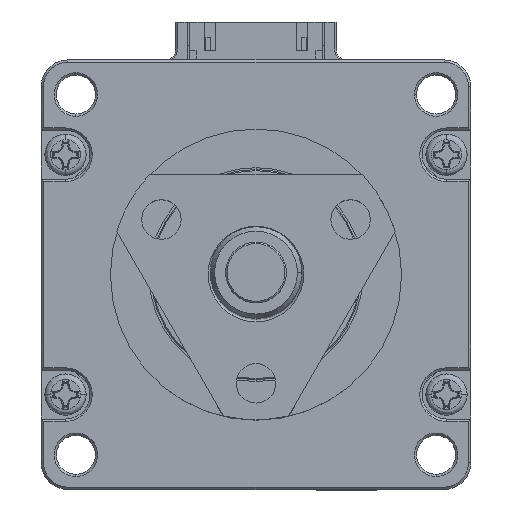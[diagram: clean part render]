
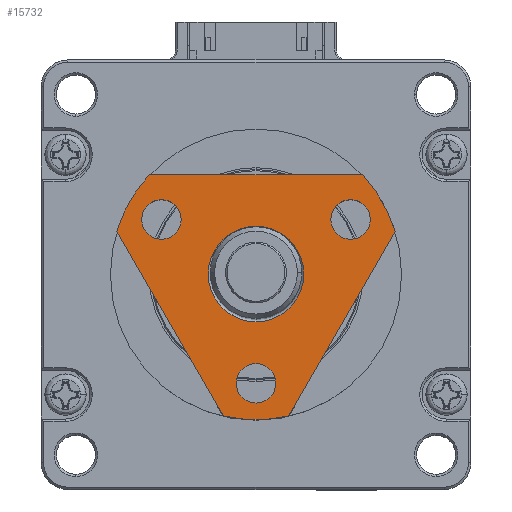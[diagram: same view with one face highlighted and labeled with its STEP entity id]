
A CAD part, top view. The second image highlights one B-rep face of the part: STEP entity #15732.
In plain terms, the highlighted planar face has unit normal (0, 0, 1).
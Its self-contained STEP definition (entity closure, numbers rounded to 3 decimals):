
#84 = CARTESIAN_POINT ( 'NONE',  ( -13.925, 13., 40.4 ) ) ;
#154 = DIRECTION ( 'NONE',  ( 0., 0., -1. ) ) ;
#159 = CARTESIAN_POINT ( 'NONE',  ( 0., 0., 40.4 ) ) ;
#329 = AXIS2_PLACEMENT_3D ( 'NONE', #13730, #1745, #11641 ) ;
#341 = LINE ( 'NONE', #13729, #25748 ) ;
#424 = CIRCLE ( 'NONE', #20937, 2.58 ) ;
#859 = ORIENTED_EDGE ( 'NONE', *, *, #23698, .F. ) ;
#1218 = AXIS2_PLACEMENT_3D ( 'NONE', #15028, #6831, #22920 ) ;
#1550 = ORIENTED_EDGE ( 'NONE', *, *, #2622, .F. ) ;
#1743 = CARTESIAN_POINT ( 'NONE',  ( 0., 0., 40.4 ) ) ;
#1745 = DIRECTION ( 'NONE',  ( 0., 0., 1. ) ) ;
#1789 = CARTESIAN_POINT ( 'NONE',  ( 0., 13., 40.4 ) ) ;
#2237 = VERTEX_POINT ( 'NONE', #17189 ) ;
#2305 = EDGE_CURVE ( 'NONE', #24160, #18105, #9303, .T. ) ;
#2411 = CARTESIAN_POINT ( 'NONE',  ( -18.221, 5.559, 40.4 ) ) ;
#2494 = EDGE_LOOP ( 'NONE', ( #4964, #859 ) ) ;
#2541 = CARTESIAN_POINT ( 'NONE',  ( -4.296, -18.559, 40.4 ) ) ;
#2622 = EDGE_CURVE ( 'NONE', #23826, #23084, #8679, .T. ) ;
#2695 = EDGE_CURVE ( 'NONE', #23084, #23826, #11527, .T. ) ;
#2839 = CARTESIAN_POINT ( 'NONE',  ( 4.296, -18.559, 40.4 ) ) ;
#3056 = EDGE_LOOP ( 'NONE', ( #20528, #18582 ) ) ;
#3167 = CIRCLE ( 'NONE', #20793, 19.05 ) ;
#3238 = CARTESIAN_POINT ( 'NONE',  ( -12.376, 9.725, 40.4 ) ) ;
#3361 = DIRECTION ( 'NONE',  ( 0., -1., 0. ) ) ;
#3498 = CARTESIAN_POINT ( 'NONE',  ( 12.376, 9.725, 40.4 ) ) ;
#3508 = AXIS2_PLACEMENT_3D ( 'NONE', #159, #18224, #22216 ) ;
#3700 = CIRCLE ( 'NONE', #329, 2.58 ) ;
#3818 = FACE_BOUND ( 'NONE', #2494, .T. ) ;
#4102 = AXIS2_PLACEMENT_3D ( 'NONE', #13712, #19730, #23450 ) ;
#4284 = DIRECTION ( 'NONE',  ( -0.5, 0.866, 0. ) ) ;
#4636 = VERTEX_POINT ( 'NONE', #10828 ) ;
#4964 = ORIENTED_EDGE ( 'NONE', *, *, #16827, .F. ) ;
#5105 = DIRECTION ( 'NONE',  ( 1., 0., 0. ) ) ;
#5277 = DIRECTION ( 'NONE',  ( 0., 0., -1. ) ) ;
#5755 = CIRCLE ( 'NONE', #17383, 19.05 ) ;
#6206 = VECTOR ( 'NONE', #25834, 1000. ) ;
#6671 = CARTESIAN_POINT ( 'NONE',  ( 12.376, 7.145, 40.4 ) ) ;
#6800 = VERTEX_POINT ( 'NONE', #18189 ) ;
#6831 = DIRECTION ( 'NONE',  ( 0., 0., 1. ) ) ;
#7260 = FACE_BOUND ( 'NONE', #3056, .T. ) ;
#7573 = FACE_BOUND ( 'NONE', #12016, .T. ) ;
#7933 = DIRECTION ( 'NONE',  ( 0., 0., -1. ) ) ;
#8066 = AXIS2_PLACEMENT_3D ( 'NONE', #11004, #8784, #5105 ) ;
#8170 = PLANE ( 'NONE',  #3508 ) ;
#8513 = CARTESIAN_POINT ( 'NONE',  ( 18.221, 5.559, 40.4 ) ) ;
#8679 = CIRCLE ( 'NONE', #8066, 6.25 ) ;
#8700 = DIRECTION ( 'NONE',  ( 0., 1., 0. ) ) ;
#8784 = DIRECTION ( 'NONE',  ( 0., 0., 1. ) ) ;
#8883 = VERTEX_POINT ( 'NONE', #2839 ) ;
#9040 = EDGE_CURVE ( 'NONE', #23878, #12619, #5755, .T. ) ;
#9303 = CIRCLE ( 'NONE', #4102, 2.58 ) ;
#9666 = LINE ( 'NONE', #2541, #20070 ) ;
#10059 = DIRECTION ( 'NONE',  ( 0., 1., 0. ) ) ;
#10229 = DIRECTION ( 'NONE',  ( 0., 1., 0. ) ) ;
#10735 = CARTESIAN_POINT ( 'NONE',  ( -4.296, -18.559, 40.4 ) ) ;
#10828 = CARTESIAN_POINT ( 'NONE',  ( 12.376, 4.565, 40.4 ) ) ;
#11004 = CARTESIAN_POINT ( 'NONE',  ( 0., 0., 40.4 ) ) ;
#11377 = CARTESIAN_POINT ( 'NONE',  ( 12.376, 7.145, 40.4 ) ) ;
#11389 = ORIENTED_EDGE ( 'NONE', *, *, #13062, .F. ) ;
#11527 = CIRCLE ( 'NONE', #1218, 6.25 ) ;
#11641 = DIRECTION ( 'NONE',  ( 0., 1., 0. ) ) ;
#11924 = EDGE_CURVE ( 'NONE', #4636, #12835, #424, .T. ) ;
#11948 = AXIS2_PLACEMENT_3D ( 'NONE', #18646, #18457, #12548 ) ;
#12016 = EDGE_LOOP ( 'NONE', ( #23009, #24031 ) ) ;
#12391 = ORIENTED_EDGE ( 'NONE', *, *, #9040, .F. ) ;
#12431 = DIRECTION ( 'NONE',  ( 0., 0., 1. ) ) ;
#12502 = EDGE_CURVE ( 'NONE', #8883, #6800, #3167, .T. ) ;
#12548 = DIRECTION ( 'NONE',  ( 0., -1., 0. ) ) ;
#12619 = VERTEX_POINT ( 'NONE', #8513 ) ;
#12835 = VERTEX_POINT ( 'NONE', #3498 ) ;
#13062 = EDGE_CURVE ( 'NONE', #13589, #18757, #9666, .T. ) ;
#13580 = CARTESIAN_POINT ( 'NONE',  ( 0., -16.87, 40.4 ) ) ;
#13589 = VERTEX_POINT ( 'NONE', #10735 ) ;
#13712 = CARTESIAN_POINT ( 'NONE',  ( 0., -14.29, 40.4 ) ) ;
#13729 = CARTESIAN_POINT ( 'NONE',  ( 18.221, 5.559, 40.4 ) ) ;
#13730 = CARTESIAN_POINT ( 'NONE',  ( 0., -14.29, 40.4 ) ) ;
#13911 = DIRECTION ( 'NONE',  ( -0.5, -0.866, 0. ) ) ;
#13920 = CARTESIAN_POINT ( 'NONE',  ( -12.376, 7.145, 40.4 ) ) ;
#14312 = VERTEX_POINT ( 'NONE', #84 ) ;
#14553 = CARTESIAN_POINT ( 'NONE',  ( 13.925, 13., 40.4 ) ) ;
#15028 = CARTESIAN_POINT ( 'NONE',  ( 0., 0., 40.4 ) ) ;
#15509 = ORIENTED_EDGE ( 'NONE', *, *, #12502, .F. ) ;
#15684 = EDGE_LOOP ( 'NONE', ( #1550, #16479 ) ) ;
#15732 = ADVANCED_FACE ( 'NONE', ( #21396, #3818, #7573, #7260, #15771 ), #8170, .F. ) ;
#15771 = FACE_OUTER_BOUND ( 'NONE', #25517, .T. ) ;
#15935 = CARTESIAN_POINT ( 'NONE',  ( 0., -11.71, 40.4 ) ) ;
#16001 = DIRECTION ( 'NONE',  ( 0., -1., 0. ) ) ;
#16188 = CIRCLE ( 'NONE', #20975, 2.58 ) ;
#16268 = EDGE_CURVE ( 'NONE', #6800, #13589, #20438, .T. ) ;
#16297 = CARTESIAN_POINT ( 'NONE',  ( -12.376, 7.145, 40.4 ) ) ;
#16386 = DIRECTION ( 'NONE',  ( 0., 0., 1. ) ) ;
#16479 = ORIENTED_EDGE ( 'NONE', *, *, #2695, .F. ) ;
#16746 = EDGE_CURVE ( 'NONE', #12619, #8883, #341, .T. ) ;
#16776 = EDGE_CURVE ( 'NONE', #18757, #14312, #23193, .T. ) ;
#16827 = EDGE_CURVE ( 'NONE', #22831, #2237, #21018, .T. ) ;
#17189 = CARTESIAN_POINT ( 'NONE',  ( -12.376, 4.565, 40.4 ) ) ;
#17344 = CARTESIAN_POINT ( 'NONE',  ( 0., 0., 40.4 ) ) ;
#17383 = AXIS2_PLACEMENT_3D ( 'NONE', #17344, #5277, #3361 ) ;
#18105 = VERTEX_POINT ( 'NONE', #13580 ) ;
#18189 = CARTESIAN_POINT ( 'NONE',  ( 0., -19.05, 40.4 ) ) ;
#18224 = DIRECTION ( 'NONE',  ( 0., 0., -1. ) ) ;
#18457 = DIRECTION ( 'NONE',  ( 0., 0., -1. ) ) ;
#18582 = ORIENTED_EDGE ( 'NONE', *, *, #25635, .F. ) ;
#18646 = CARTESIAN_POINT ( 'NONE',  ( 0., 0., 40.4 ) ) ;
#18757 = VERTEX_POINT ( 'NONE', #2411 ) ;
#19730 = DIRECTION ( 'NONE',  ( 0., 0., 1. ) ) ;
#19834 = DIRECTION ( 'NONE',  ( 0., -1., 0. ) ) ;
#20070 = VECTOR ( 'NONE', #4284, 1000. ) ;
#20091 = ORIENTED_EDGE ( 'NONE', *, *, #16776, .F. ) ;
#20209 = DIRECTION ( 'NONE',  ( 0., 1., 0. ) ) ;
#20438 = CIRCLE ( 'NONE', #11948, 19.05 ) ;
#20528 = ORIENTED_EDGE ( 'NONE', *, *, #2305, .F. ) ;
#20766 = DIRECTION ( 'NONE',  ( 0., 0., 1. ) ) ;
#20793 = AXIS2_PLACEMENT_3D ( 'NONE', #22127, #154, #16001 ) ;
#20908 = ORIENTED_EDGE ( 'NONE', *, *, #21034, .F. ) ;
#20937 = AXIS2_PLACEMENT_3D ( 'NONE', #6671, #20766, #8700 ) ;
#20975 = AXIS2_PLACEMENT_3D ( 'NONE', #11377, #16386, #20209 ) ;
#21018 = CIRCLE ( 'NONE', #24896, 2.58 ) ;
#21034 = EDGE_CURVE ( 'NONE', #14312, #23878, #22250, .T. ) ;
#21189 = AXIS2_PLACEMENT_3D ( 'NONE', #1743, #7933, #19834 ) ;
#21396 = FACE_BOUND ( 'NONE', #15684, .T. ) ;
#21785 = EDGE_CURVE ( 'NONE', #12835, #4636, #16188, .T. ) ;
#22096 = ORIENTED_EDGE ( 'NONE', *, *, #16268, .F. ) ;
#22127 = CARTESIAN_POINT ( 'NONE',  ( 0., 0., 40.4 ) ) ;
#22216 = DIRECTION ( 'NONE',  ( 0., 1., 0. ) ) ;
#22250 = LINE ( 'NONE', #1789, #6206 ) ;
#22435 = CARTESIAN_POINT ( 'NONE',  ( -6.25, 0., 40.4 ) ) ;
#22831 = VERTEX_POINT ( 'NONE', #3238 ) ;
#22920 = DIRECTION ( 'NONE',  ( 1., 0., 0. ) ) ;
#23009 = ORIENTED_EDGE ( 'NONE', *, *, #21785, .F. ) ;
#23084 = VERTEX_POINT ( 'NONE', #22435 ) ;
#23193 = CIRCLE ( 'NONE', #21189, 19.05 ) ;
#23450 = DIRECTION ( 'NONE',  ( 0., 1., 0. ) ) ;
#23698 = EDGE_CURVE ( 'NONE', #2237, #22831, #23861, .T. ) ;
#23826 = VERTEX_POINT ( 'NONE', #24543 ) ;
#23861 = CIRCLE ( 'NONE', #25682, 2.58 ) ;
#23878 = VERTEX_POINT ( 'NONE', #14553 ) ;
#24031 = ORIENTED_EDGE ( 'NONE', *, *, #11924, .F. ) ;
#24160 = VERTEX_POINT ( 'NONE', #15935 ) ;
#24494 = ORIENTED_EDGE ( 'NONE', *, *, #16746, .F. ) ;
#24543 = CARTESIAN_POINT ( 'NONE',  ( 6.25, 0., 40.4 ) ) ;
#24896 = AXIS2_PLACEMENT_3D ( 'NONE', #16297, #12431, #10229 ) ;
#25517 = EDGE_LOOP ( 'NONE', ( #20091, #11389, #22096, #15509, #24494, #12391, #20908 ) ) ;
#25635 = EDGE_CURVE ( 'NONE', #18105, #24160, #3700, .T. ) ;
#25682 = AXIS2_PLACEMENT_3D ( 'NONE', #13920, #25889, #10059 ) ;
#25748 = VECTOR ( 'NONE', #13911, 1000. ) ;
#25834 = DIRECTION ( 'NONE',  ( 1., 0., 0. ) ) ;
#25889 = DIRECTION ( 'NONE',  ( 0., 0., 1. ) ) ;
